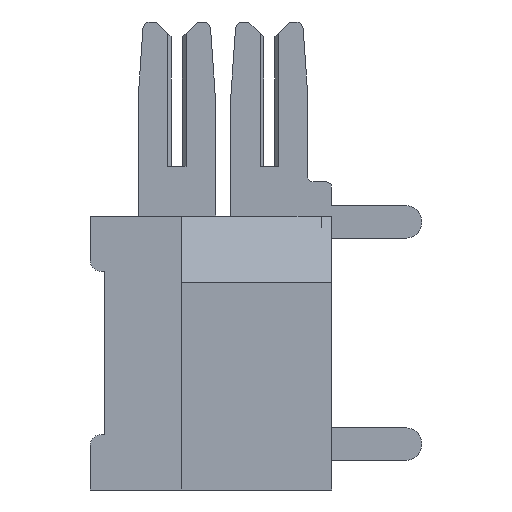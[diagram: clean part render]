
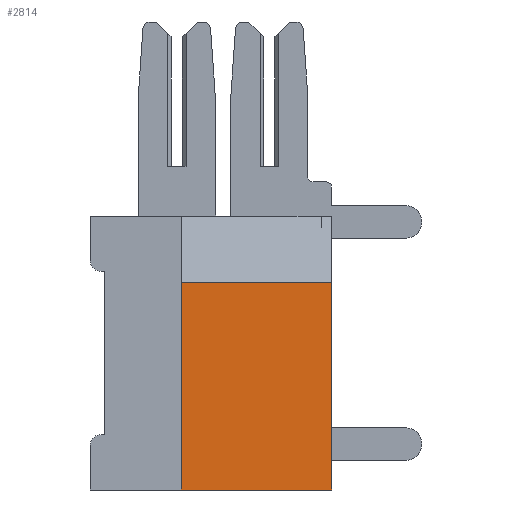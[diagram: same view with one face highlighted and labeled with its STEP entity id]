
A CAD part, left-side view. The second image highlights one B-rep face of the part: STEP entity #2814.
In plain terms, the highlighted planar face has unit normal (-1, 0, 0).
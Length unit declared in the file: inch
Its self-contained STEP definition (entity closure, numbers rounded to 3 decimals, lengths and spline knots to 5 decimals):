
#329 = LINE ( 'NONE', #3980, #10460 ) ;
#404 = VERTEX_POINT ( 'NONE', #6769 ) ;
#602 = DIRECTION ( 'NONE',  ( 0., 0., 1. ) ) ;
#999 = FACE_OUTER_BOUND ( 'NONE', #4280, .T. ) ;
#2013 = PLANE ( 'NONE',  #9719 ) ;
#2243 = VERTEX_POINT ( 'NONE', #2662 ) ;
#2300 = LINE ( 'NONE', #2632, #2566 ) ;
#2424 = CARTESIAN_POINT ( 'NONE',  ( 0., 0.326, -0.37 ) ) ;
#2425 = CARTESIAN_POINT ( 'NONE',  ( 0., 0.203, -0.37 ) ) ;
#2566 = VECTOR ( 'NONE', #3591, 39.37008 ) ;
#2632 = CARTESIAN_POINT ( 'NONE',  ( 0., 0., -0.09 ) ) ;
#2662 = CARTESIAN_POINT ( 'NONE',  ( 0., 0., -0.37 ) ) ;
#2814 = ADVANCED_FACE ( 'NONE', ( #999 ), #2013, .F. ) ;
#2934 = DIRECTION ( 'NONE',  ( 0., 0., -1. ) ) ;
#3012 = VERTEX_POINT ( 'NONE', #2425 ) ;
#3327 = VERTEX_POINT ( 'NONE', #11326 ) ;
#3392 = LINE ( 'NONE', #9098, #7378 ) ;
#3493 = ORIENTED_EDGE ( 'NONE', *, *, #6737, .T. ) ;
#3531 = DIRECTION ( 'NONE',  ( 0., -1., 0. ) ) ;
#3591 = DIRECTION ( 'NONE',  ( 0., 1., 0. ) ) ;
#3980 = CARTESIAN_POINT ( 'NONE',  ( 0., 0., 0. ) ) ;
#4280 = EDGE_LOOP ( 'NONE', ( #5061, #3493, #10515, #10951 ) ) ;
#5061 = ORIENTED_EDGE ( 'NONE', *, *, #8540, .T. ) ;
#5911 = EDGE_CURVE ( 'NONE', #3012, #2243, #6681, .T. ) ;
#6407 = DIRECTION ( 'NONE',  ( 1., 0., 0. ) ) ;
#6681 = LINE ( 'NONE', #2424, #10110 ) ;
#6737 = EDGE_CURVE ( 'NONE', #404, #3327, #2300, .T. ) ;
#6769 = CARTESIAN_POINT ( 'NONE',  ( 0., 0., -0.09 ) ) ;
#6870 = EDGE_CURVE ( 'NONE', #3012, #3327, #3392, .T. ) ;
#7378 = VECTOR ( 'NONE', #8103, 39.37008 ) ;
#8103 = DIRECTION ( 'NONE',  ( 0., 0., 1. ) ) ;
#8172 = CARTESIAN_POINT ( 'NONE',  ( 0., 0.326, 0. ) ) ;
#8540 = EDGE_CURVE ( 'NONE', #2243, #404, #329, .T. ) ;
#9098 = CARTESIAN_POINT ( 'NONE',  ( 0., 0.203, -0.37 ) ) ;
#9719 = AXIS2_PLACEMENT_3D ( 'NONE', #8172, #6407, #2934 ) ;
#10110 = VECTOR ( 'NONE', #3531, 39.37008 ) ;
#10460 = VECTOR ( 'NONE', #602, 39.37008 ) ;
#10515 = ORIENTED_EDGE ( 'NONE', *, *, #6870, .F. ) ;
#10951 = ORIENTED_EDGE ( 'NONE', *, *, #5911, .T. ) ;
#11326 = CARTESIAN_POINT ( 'NONE',  ( 0., 0.203, -0.09 ) ) ;
